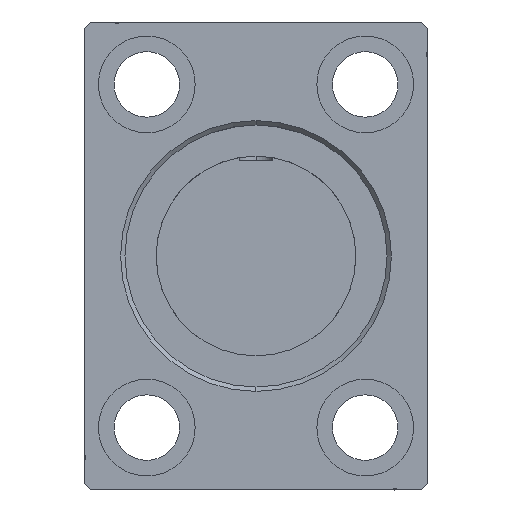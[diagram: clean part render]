
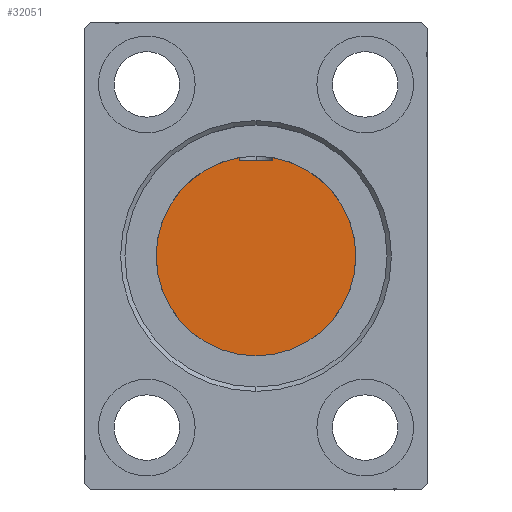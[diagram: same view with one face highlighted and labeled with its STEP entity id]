
A CAD part, left-side view. The second image highlights one B-rep face of the part: STEP entity #32051.
In plain terms, the highlighted planar face has unit normal (-1, 0, 0).
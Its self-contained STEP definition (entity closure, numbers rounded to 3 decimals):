
#933 = VERTEX_POINT ( 'NONE', #39106 ) ;
#1861 = DIRECTION ( 'NONE',  ( 0., 0., -1. ) ) ;
#2508 = CARTESIAN_POINT ( 'NONE',  ( 151.5, -2.704, 15.24 ) ) ;
#2763 = VERTEX_POINT ( 'NONE', #40512 ) ;
#3085 = VERTEX_POINT ( 'NONE', #20970 ) ;
#3121 = FACE_OUTER_BOUND ( 'NONE', #8019, .T. ) ;
#4215 = EDGE_CURVE ( 'NONE', #36685, #12570, #19828, .T. ) ;
#4472 = DIRECTION ( 'NONE',  ( -1., 0., 0. ) ) ;
#5717 = LINE ( 'NONE', #19262, #7606 ) ;
#6859 = AXIS2_PLACEMENT_3D ( 'NONE', #32623, #28980, #35403 ) ;
#7606 = VECTOR ( 'NONE', #41990, 1000. ) ;
#8019 = EDGE_LOOP ( 'NONE', ( #29330, #21762, #26154, #26092, #37374 ) ) ;
#8107 = DIRECTION ( 'NONE',  ( 0., 0., 1. ) ) ;
#8718 = LINE ( 'NONE', #35125, #38406 ) ;
#9331 = CARTESIAN_POINT ( 'NONE',  ( 151.5, 0., 0. ) ) ;
#10134 = CARTESIAN_POINT ( 'NONE',  ( 151.5, -2.704, 15.24 ) ) ;
#10186 = DIRECTION ( 'NONE',  ( 0., 0., 1. ) ) ;
#12570 = VERTEX_POINT ( 'NONE', #34991 ) ;
#13715 = CIRCLE ( 'NONE', #6859, 16. ) ;
#14549 = CARTESIAN_POINT ( 'NONE',  ( 151.5, 0., 0. ) ) ;
#15949 = DIRECTION ( 'NONE',  ( 0., 0., 1. ) ) ;
#18848 = EDGE_CURVE ( 'NONE', #3085, #933, #13715, .T. ) ;
#19262 = CARTESIAN_POINT ( 'NONE',  ( 151.5, 0., 15.24 ) ) ;
#19828 = LINE ( 'NONE', #10134, #34112 ) ;
#20770 = AXIS2_PLACEMENT_3D ( 'NONE', #9331, #22441, #10186 ) ;
#20970 = CARTESIAN_POINT ( 'NONE',  ( 151.5, 2.704, 15.77 ) ) ;
#21230 = EDGE_CURVE ( 'NONE', #36685, #2763, #5717, .T. ) ;
#21762 = ORIENTED_EDGE ( 'NONE', *, *, #21230, .T. ) ;
#22441 = DIRECTION ( 'NONE',  ( -1., 0., 0. ) ) ;
#23165 = EDGE_CURVE ( 'NONE', #933, #12570, #34343, .T. ) ;
#25537 = EDGE_CURVE ( 'NONE', #3085, #2763, #8718, .T. ) ;
#26092 = ORIENTED_EDGE ( 'NONE', *, *, #18848, .T. ) ;
#26154 = ORIENTED_EDGE ( 'NONE', *, *, #25537, .F. ) ;
#28980 = DIRECTION ( 'NONE',  ( -1., 0., 0. ) ) ;
#29330 = ORIENTED_EDGE ( 'NONE', *, *, #4215, .F. ) ;
#32051 = ADVANCED_FACE ( 'NONE', ( #3121 ), #35742, .T. ) ;
#32623 = CARTESIAN_POINT ( 'NONE',  ( 151.5, 0., 0. ) ) ;
#34112 = VECTOR ( 'NONE', #15949, 1000. ) ;
#34343 = CIRCLE ( 'NONE', #39845, 16. ) ;
#34991 = CARTESIAN_POINT ( 'NONE',  ( 151.5, -2.704, 15.77 ) ) ;
#35125 = CARTESIAN_POINT ( 'NONE',  ( 151.5, 2.704, 15.24 ) ) ;
#35403 = DIRECTION ( 'NONE',  ( 0., 0., 1. ) ) ;
#35742 = PLANE ( 'NONE',  #20770 ) ;
#36685 = VERTEX_POINT ( 'NONE', #2508 ) ;
#37374 = ORIENTED_EDGE ( 'NONE', *, *, #23165, .T. ) ;
#38406 = VECTOR ( 'NONE', #1861, 1000. ) ;
#39106 = CARTESIAN_POINT ( 'NONE',  ( 151.5, 0., -16. ) ) ;
#39845 = AXIS2_PLACEMENT_3D ( 'NONE', #14549, #4472, #8107 ) ;
#40512 = CARTESIAN_POINT ( 'NONE',  ( 151.5, 2.704, 15.24 ) ) ;
#41990 = DIRECTION ( 'NONE',  ( 0., 1., 0. ) ) ;
